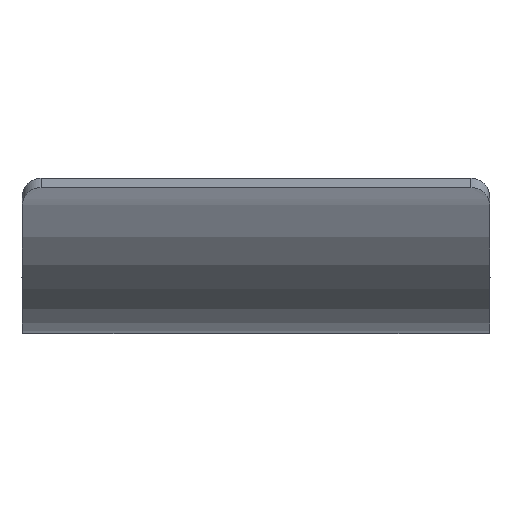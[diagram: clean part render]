
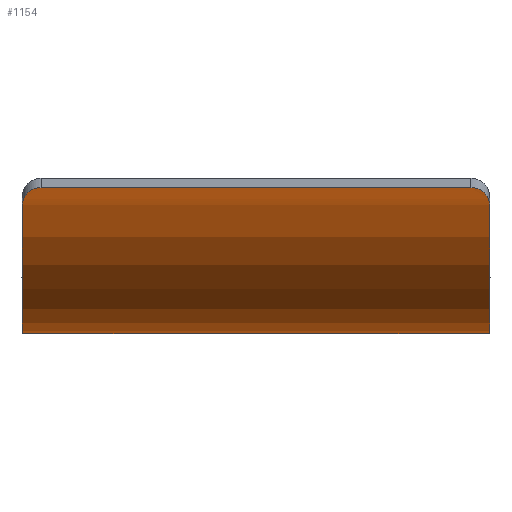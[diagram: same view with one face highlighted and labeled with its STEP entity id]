
A CAD part, front view. The second image highlights one B-rep face of the part: STEP entity #1154.
In plain terms, the highlighted cylindrical face has radius 16.3 mm (diameter 32.6 mm), a partial arc.
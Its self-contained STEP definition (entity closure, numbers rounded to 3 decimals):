
#6=CARTESIAN_POINT('',(-18.,-42.,0.));
#7=DIRECTION('',(-1.,0.,0.));
#8=DIRECTION('',(0.,0.504,-0.863));
#9=AXIS2_PLACEMENT_3D('',#6,#7,#8);
#274=CARTESIAN_POINT('',(-9.7,-42.,
-16.3));
#284=CARTESIAN_POINT('',(-18.,-33.779,
-14.075));
#285=CARTESIAN_POINT('',(-17.487,-34.315,
-14.388));
#286=CARTESIAN_POINT('',(-16.371,-35.462,
-14.975));
#287=CARTESIAN_POINT('',(-14.439,-37.388,
-15.682));
#288=CARTESIAN_POINT('',(-12.236,-39.543,
-16.169));
#289=CARTESIAN_POINT('',(-10.573,-41.155,
-16.3));
#290=CARTESIAN_POINT('',(-9.7,-42.,
-16.3));
#292=CARTESIAN_POINT('',(-16.55,-57.5,-5.044));
#293=CARTESIAN_POINT('',(-16.678,-57.5,-5.044));
#294=CARTESIAN_POINT('',(-16.924,-57.49,
-5.074));
#295=CARTESIAN_POINT('',(-17.287,-57.443,
-5.216));
#296=CARTESIAN_POINT('',(-17.587,-57.368,
-5.436));
#297=CARTESIAN_POINT('',(-17.819,-57.266,
-5.718));
#298=CARTESIAN_POINT('',(-17.968,-57.135,
-6.056));
#299=CARTESIAN_POINT('',(-18.,-57.04,-6.285));
#300=CARTESIAN_POINT('',(-18.,-56.99,-6.403));
#302=CARTESIAN_POINT('',(18.,-56.99,-6.403));
#303=CARTESIAN_POINT('',(18.,-57.04,-6.285));
#304=CARTESIAN_POINT('',(17.968,-57.135,-6.056));
#305=CARTESIAN_POINT('',(17.819,-57.266,-5.718));
#306=CARTESIAN_POINT('',(17.587,-57.368,-5.436));
#307=CARTESIAN_POINT('',(17.287,-57.443,-5.216));
#308=CARTESIAN_POINT('',(16.924,-57.49,-5.074));
#309=CARTESIAN_POINT('',(16.678,-57.5,-5.044));
#310=CARTESIAN_POINT('',(16.55,-57.5,-5.044));
#320=DIRECTION('',(1.,0.,0.));
#321=VECTOR('',#320,33.1);
#322=CARTESIAN_POINT('',(-16.55,-57.5,-5.044));
#323=LINE('',#322,#321);
#347=CARTESIAN_POINT('',(18.,-42.,0.));
#348=DIRECTION('',(-1.,0.,0.));
#349=DIRECTION('',(0.,0.504,-0.863));
#350=AXIS2_PLACEMENT_3D('',#347,#348,#349);
#405=CARTESIAN_POINT('',(9.7,-42.,-16.3));
#418=CARTESIAN_POINT('',(9.7,-42.,-16.3));
#419=CARTESIAN_POINT('',(10.573,-41.155,-16.3));
#420=CARTESIAN_POINT('',(12.236,-39.543,-16.169));
#421=CARTESIAN_POINT('',(14.439,-37.388,-15.682));
#422=CARTESIAN_POINT('',(16.371,-35.462,-14.975));
#423=CARTESIAN_POINT('',(17.487,-34.316,-14.388));
#424=CARTESIAN_POINT('',(18.,-33.779,-14.075));
#438=DIRECTION('',(-1.,0.,0.));
#439=VECTOR('',#438,19.4);
#440=CARTESIAN_POINT('',(9.7,-42.,-16.3));
#441=LINE('',#440,#439);
#623=VERTEX_POINT('',#405);
#625=VERTEX_POINT('',#424);
#627=VERTEX_POINT('',#274);
#628=VERTEX_POINT('',#284);
#645=CARTESIAN_POINT('',(-16.55,-57.5,-5.044));
#646=VERTEX_POINT('',#645);
#647=VERTEX_POINT('',#300);
#648=VERTEX_POINT('',#302);
#649=VERTEX_POINT('',#310);
#1134=CARTESIAN_POINT('',(-18.,-42.,0.));
#1135=DIRECTION('',(-1.,0.,0.));
#1136=DIRECTION('',(0.,0.,-1.));
#1137=AXIS2_PLACEMENT_3D('',#1134,#1135,#1136);
#1138=CYLINDRICAL_SURFACE('',#1137,16.3);
#1139=ORIENTED_EDGE('',*,*,#700,.F.);
#1141=ORIENTED_EDGE('',*,*,#1140,.T.);
#1143=ORIENTED_EDGE('',*,*,#1142,.F.);
#1145=ORIENTED_EDGE('',*,*,#1144,.F.);
#1147=ORIENTED_EDGE('',*,*,#1146,.F.);
#1149=ORIENTED_EDGE('',*,*,#1148,.T.);
#1150=ORIENTED_EDGE('',*,*,#1129,.F.);
#1151=ORIENTED_EDGE('',*,*,#670,.T.);
#1152=EDGE_LOOP('',(#1139,#1141,#1143,#1145,#1147,#1149,#1150,#1151));
#1153=FACE_OUTER_BOUND('',#1152,.F.);
#1154=ADVANCED_FACE('',(#1153),#1138,.T.);
#10=CIRCLE('',#9,16.3);
#291=B_SPLINE_CURVE_WITH_KNOTS('',3,(#284,#285,#286,#287,#288,#289,#290),
.UNSPECIFIED.,.F.,.F.,(4,1,1,1,4),(0.,0.25,0.5,0.75,1.),
.UNSPECIFIED.);
#301=B_SPLINE_CURVE_WITH_KNOTS('',3,(#292,#293,#294,#295,#296,#297,#298,#299,
#300),.UNSPECIFIED.,.F.,.F.,(4,1,1,1,1,1,4),(0.,0.167,
0.333,0.5,0.667,0.833,1.),
.UNSPECIFIED.);
#311=B_SPLINE_CURVE_WITH_KNOTS('',3,(#302,#303,#304,#305,#306,#307,#308,#309,
#310),.UNSPECIFIED.,.F.,.F.,(4,1,1,1,1,1,4),(0.,0.167,
0.333,0.5,0.667,0.833,1.),
.UNSPECIFIED.);
#351=CIRCLE('',#350,16.3);
#425=B_SPLINE_CURVE_WITH_KNOTS('',3,(#418,#419,#420,#421,#422,#423,#424),
.UNSPECIFIED.,.F.,.F.,(4,1,1,1,4),(0.,0.25,0.5,0.75,1.),
.UNSPECIFIED.);
#670=EDGE_CURVE('',#628,#647,#10,.T.);
#700=EDGE_CURVE('',#646,#647,#301,.T.);
#1129=EDGE_CURVE('',#628,#627,#291,.T.);
#1140=EDGE_CURVE('',#646,#649,#323,.T.);
#1142=EDGE_CURVE('',#648,#649,#311,.T.);
#1144=EDGE_CURVE('',#625,#648,#351,.T.);
#1146=EDGE_CURVE('',#623,#625,#425,.T.);
#1148=EDGE_CURVE('',#623,#627,#441,.T.);
